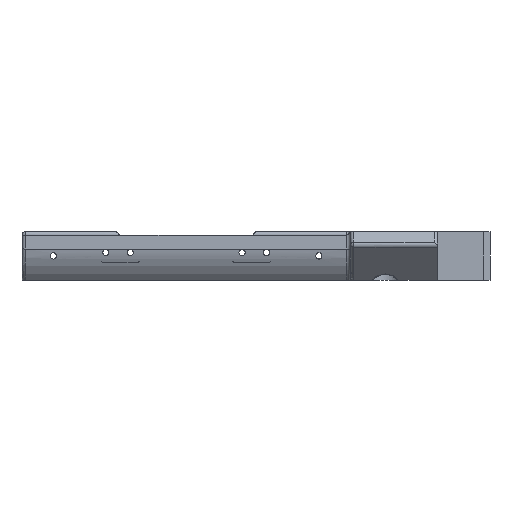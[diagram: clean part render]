
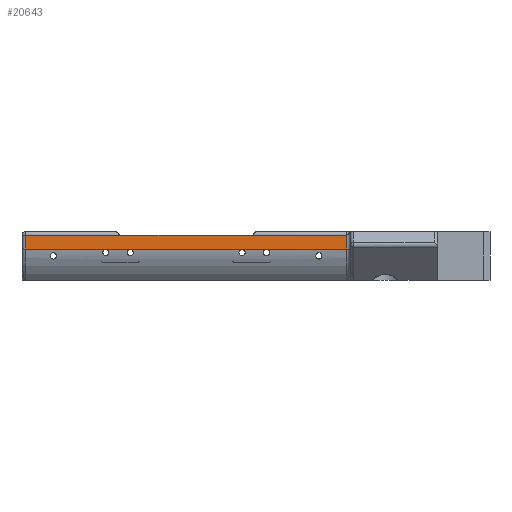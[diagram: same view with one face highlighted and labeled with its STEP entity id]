
A CAD part, left-side view. The second image highlights one B-rep face of the part: STEP entity #20643.
In plain terms, the highlighted planar face has unit normal (-1, 0, 0).
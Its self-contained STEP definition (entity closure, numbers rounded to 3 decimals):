
#1657 = CYLINDRICAL_SURFACE('',#1658,1.);
#1658 = AXIS2_PLACEMENT_3D('',#1659,#1660,#1661);
#1659 = CARTESIAN_POINT('',(-85.,29.,-1.));
#1660 = DIRECTION('',(0.,1.,0.));
#1661 = DIRECTION('',(-1.,-0.,-0.));
#5546 = CYLINDRICAL_SURFACE('',#5547,1.);
#5547 = AXIS2_PLACEMENT_3D('',#5548,#5549,#5550);
#5548 = CARTESIAN_POINT('',(-87.,30.,-5.));
#5549 = DIRECTION('',(0.,0.,1.));
#5550 = DIRECTION('',(0.,-1.,0.));
#5713 = VERTEX_POINT('',#5714);
#5714 = CARTESIAN_POINT('',(-86.,30.,-1.));
#5857 = EDGE_CURVE('',#5713,#5858,#5860,.T.);
#5858 = VERTEX_POINT('',#5859);
#5859 = CARTESIAN_POINT('',(-86.,57.,-1.));
#5860 = SURFACE_CURVE('',#5861,(#5865,#5872),.PCURVE_S1.);
#5861 = LINE('',#5862,#5863);
#5862 = CARTESIAN_POINT('',(-86.,29.,-1.));
#5863 = VECTOR('',#5864,1.);
#5864 = DIRECTION('',(0.,1.,0.));
#5865 = PCURVE('',#1657,#5866);
#5866 = DEFINITIONAL_REPRESENTATION('',(#5867),#5871);
#5867 = LINE('',#5868,#5869);
#5868 = CARTESIAN_POINT('',(0.,0.));
#5869 = VECTOR('',#5870,1.);
#5870 = DIRECTION('',(0.,1.));
#5871 = ( GEOMETRIC_REPRESENTATION_CONTEXT(2) 
PARAMETRIC_REPRESENTATION_CONTEXT() REPRESENTATION_CONTEXT('2D SPACE',''
  ) );
#5872 = PCURVE('',#5873,#5878);
#5873 = PLANE('',#5874);
#5874 = AXIS2_PLACEMENT_3D('',#5875,#5876,#5877);
#5875 = CARTESIAN_POINT('',(-86.,29.,-5.));
#5876 = DIRECTION('',(-1.,-0.,-0.));
#5877 = DIRECTION('',(0.,0.,-1.));
#5878 = DEFINITIONAL_REPRESENTATION('',(#5879),#5883);
#5879 = LINE('',#5880,#5881);
#5880 = CARTESIAN_POINT('',(-4.,0.));
#5881 = VECTOR('',#5882,1.);
#5882 = DIRECTION('',(-0.,-1.));
#5883 = ( GEOMETRIC_REPRESENTATION_CONTEXT(2) 
PARAMETRIC_REPRESENTATION_CONTEXT() REPRESENTATION_CONTEXT('2D SPACE',''
  ) );
#6013 = PLANE('',#6014);
#6014 = AXIS2_PLACEMENT_3D('',#6015,#6016,#6017);
#6015 = CARTESIAN_POINT('',(-79.,76.,-1.));
#6016 = DIRECTION('',(0.,0.,-1.));
#6017 = DIRECTION('',(1.,0.,0.));
#15704 = CYLINDRICAL_SURFACE('',#15705,15.5);
#15705 = AXIS2_PLACEMENT_3D('',#15706,#15707,#15708);
#15706 = CARTESIAN_POINT('',(-70.672,29.,-2.7));
#15707 = DIRECTION('',(0.,-1.,0.));
#15708 = DIRECTION('',(1.,0.,0.));
#19887 = VERTEX_POINT('',#19888);
#19888 = CARTESIAN_POINT('',(-86.,30.,-5.));
#20431 = EDGE_CURVE('',#19887,#5713,#20432,.T.);
#20432 = SURFACE_CURVE('',#20433,(#20437,#20444),.PCURVE_S1.);
#20433 = LINE('',#20434,#20435);
#20434 = CARTESIAN_POINT('',(-86.,30.,-5.));
#20435 = VECTOR('',#20436,1.);
#20436 = DIRECTION('',(0.,0.,1.));
#20437 = PCURVE('',#5546,#20438);
#20438 = DEFINITIONAL_REPRESENTATION('',(#20439),#20443);
#20439 = LINE('',#20440,#20441);
#20440 = CARTESIAN_POINT('',(1.571,0.));
#20441 = VECTOR('',#20442,1.);
#20442 = DIRECTION('',(0.,1.));
#20443 = ( GEOMETRIC_REPRESENTATION_CONTEXT(2) 
PARAMETRIC_REPRESENTATION_CONTEXT() REPRESENTATION_CONTEXT('2D SPACE',''
  ) );
#20444 = PCURVE('',#5873,#20445);
#20445 = DEFINITIONAL_REPRESENTATION('',(#20446),#20450);
#20446 = LINE('',#20447,#20448);
#20447 = CARTESIAN_POINT('',(0.,-1.));
#20448 = VECTOR('',#20449,1.);
#20449 = DIRECTION('',(-1.,0.));
#20450 = ( GEOMETRIC_REPRESENTATION_CONTEXT(2) 
PARAMETRIC_REPRESENTATION_CONTEXT() REPRESENTATION_CONTEXT('2D SPACE',''
  ) );
#20643 = ADVANCED_FACE('',(#20644),#5873,.T.);
#20644 = FACE_BOUND('',#20645,.F.);
#20645 = EDGE_LOOP('',(#20646,#20669,#20697,#20725,#20746,#20747));
#20646 = ORIENTED_EDGE('',*,*,#20647,.T.);
#20647 = EDGE_CURVE('',#19887,#20648,#20650,.T.);
#20648 = VERTEX_POINT('',#20649);
#20649 = CARTESIAN_POINT('',(-86.,122.,-5.));
#20650 = SURFACE_CURVE('',#20651,(#20655,#20662),.PCURVE_S1.);
#20651 = LINE('',#20652,#20653);
#20652 = CARTESIAN_POINT('',(-86.,29.,-5.));
#20653 = VECTOR('',#20654,1.);
#20654 = DIRECTION('',(0.,1.,0.));
#20655 = PCURVE('',#5873,#20656);
#20656 = DEFINITIONAL_REPRESENTATION('',(#20657),#20661);
#20657 = LINE('',#20658,#20659);
#20658 = CARTESIAN_POINT('',(0.,0.));
#20659 = VECTOR('',#20660,1.);
#20660 = DIRECTION('',(-0.,-1.));
#20661 = ( GEOMETRIC_REPRESENTATION_CONTEXT(2) 
PARAMETRIC_REPRESENTATION_CONTEXT() REPRESENTATION_CONTEXT('2D SPACE',''
  ) );
#20662 = PCURVE('',#15704,#20663);
#20663 = DEFINITIONAL_REPRESENTATION('',(#20664),#20668);
#20664 = LINE('',#20665,#20666);
#20665 = CARTESIAN_POINT('',(3.291,0.));
#20666 = VECTOR('',#20667,1.);
#20667 = DIRECTION('',(0.,-1.));
#20668 = ( GEOMETRIC_REPRESENTATION_CONTEXT(2) 
PARAMETRIC_REPRESENTATION_CONTEXT() REPRESENTATION_CONTEXT('2D SPACE',''
  ) );
#20669 = ORIENTED_EDGE('',*,*,#20670,.T.);
#20670 = EDGE_CURVE('',#20648,#20671,#20673,.T.);
#20671 = VERTEX_POINT('',#20672);
#20672 = CARTESIAN_POINT('',(-86.,122.,-1.));
#20673 = SURFACE_CURVE('',#20674,(#20678,#20685),.PCURVE_S1.);
#20674 = LINE('',#20675,#20676);
#20675 = CARTESIAN_POINT('',(-86.,122.,-5.));
#20676 = VECTOR('',#20677,1.);
#20677 = DIRECTION('',(0.,0.,1.));
#20678 = PCURVE('',#5873,#20679);
#20679 = DEFINITIONAL_REPRESENTATION('',(#20680),#20684);
#20680 = LINE('',#20681,#20682);
#20681 = CARTESIAN_POINT('',(0.,-93.));
#20682 = VECTOR('',#20683,1.);
#20683 = DIRECTION('',(-1.,0.));
#20684 = ( GEOMETRIC_REPRESENTATION_CONTEXT(2) 
PARAMETRIC_REPRESENTATION_CONTEXT() REPRESENTATION_CONTEXT('2D SPACE',''
  ) );
#20685 = PCURVE('',#20686,#20691);
#20686 = CYLINDRICAL_SURFACE('',#20687,1.);
#20687 = AXIS2_PLACEMENT_3D('',#20688,#20689,#20690);
#20688 = CARTESIAN_POINT('',(-85.,122.,-5.));
#20689 = DIRECTION('',(0.,0.,1.));
#20690 = DIRECTION('',(0.,1.,0.));
#20691 = DEFINITIONAL_REPRESENTATION('',(#20692),#20696);
#20692 = LINE('',#20693,#20694);
#20693 = CARTESIAN_POINT('',(1.571,0.));
#20694 = VECTOR('',#20695,1.);
#20695 = DIRECTION('',(0.,1.));
#20696 = ( GEOMETRIC_REPRESENTATION_CONTEXT(2) 
PARAMETRIC_REPRESENTATION_CONTEXT() REPRESENTATION_CONTEXT('2D SPACE',''
  ) );
#20697 = ORIENTED_EDGE('',*,*,#20698,.F.);
#20698 = EDGE_CURVE('',#20699,#20671,#20701,.T.);
#20699 = VERTEX_POINT('',#20700);
#20700 = CARTESIAN_POINT('',(-86.,95.,-1.));
#20701 = SURFACE_CURVE('',#20702,(#20706,#20713),.PCURVE_S1.);
#20702 = LINE('',#20703,#20704);
#20703 = CARTESIAN_POINT('',(-86.,29.,-1.));
#20704 = VECTOR('',#20705,1.);
#20705 = DIRECTION('',(0.,1.,0.));
#20706 = PCURVE('',#5873,#20707);
#20707 = DEFINITIONAL_REPRESENTATION('',(#20708),#20712);
#20708 = LINE('',#20709,#20710);
#20709 = CARTESIAN_POINT('',(-4.,0.));
#20710 = VECTOR('',#20711,1.);
#20711 = DIRECTION('',(-0.,-1.));
#20712 = ( GEOMETRIC_REPRESENTATION_CONTEXT(2) 
PARAMETRIC_REPRESENTATION_CONTEXT() REPRESENTATION_CONTEXT('2D SPACE',''
  ) );
#20713 = PCURVE('',#20714,#20719);
#20714 = CYLINDRICAL_SURFACE('',#20715,1.);
#20715 = AXIS2_PLACEMENT_3D('',#20716,#20717,#20718);
#20716 = CARTESIAN_POINT('',(-85.,29.,-1.));
#20717 = DIRECTION('',(0.,1.,0.));
#20718 = DIRECTION('',(-1.,-0.,-0.));
#20719 = DEFINITIONAL_REPRESENTATION('',(#20720),#20724);
#20720 = LINE('',#20721,#20722);
#20721 = CARTESIAN_POINT('',(0.,0.));
#20722 = VECTOR('',#20723,1.);
#20723 = DIRECTION('',(0.,1.));
#20724 = ( GEOMETRIC_REPRESENTATION_CONTEXT(2) 
PARAMETRIC_REPRESENTATION_CONTEXT() REPRESENTATION_CONTEXT('2D SPACE',''
  ) );
#20725 = ORIENTED_EDGE('',*,*,#20726,.F.);
#20726 = EDGE_CURVE('',#5858,#20699,#20727,.T.);
#20727 = SURFACE_CURVE('',#20728,(#20732,#20739),.PCURVE_S1.);
#20728 = LINE('',#20729,#20730);
#20729 = CARTESIAN_POINT('',(-86.,76.,-1.));
#20730 = VECTOR('',#20731,1.);
#20731 = DIRECTION('',(0.,1.,0.));
#20732 = PCURVE('',#5873,#20733);
#20733 = DEFINITIONAL_REPRESENTATION('',(#20734),#20738);
#20734 = LINE('',#20735,#20736);
#20735 = CARTESIAN_POINT('',(-4.,-47.));
#20736 = VECTOR('',#20737,1.);
#20737 = DIRECTION('',(0.,-1.));
#20738 = ( GEOMETRIC_REPRESENTATION_CONTEXT(2) 
PARAMETRIC_REPRESENTATION_CONTEXT() REPRESENTATION_CONTEXT('2D SPACE',''
  ) );
#20739 = PCURVE('',#6013,#20740);
#20740 = DEFINITIONAL_REPRESENTATION('',(#20741),#20745);
#20741 = LINE('',#20742,#20743);
#20742 = CARTESIAN_POINT('',(-7.,0.));
#20743 = VECTOR('',#20744,1.);
#20744 = DIRECTION('',(0.,-1.));
#20745 = ( GEOMETRIC_REPRESENTATION_CONTEXT(2) 
PARAMETRIC_REPRESENTATION_CONTEXT() REPRESENTATION_CONTEXT('2D SPACE',''
  ) );
#20746 = ORIENTED_EDGE('',*,*,#5857,.F.);
#20747 = ORIENTED_EDGE('',*,*,#20431,.F.);
